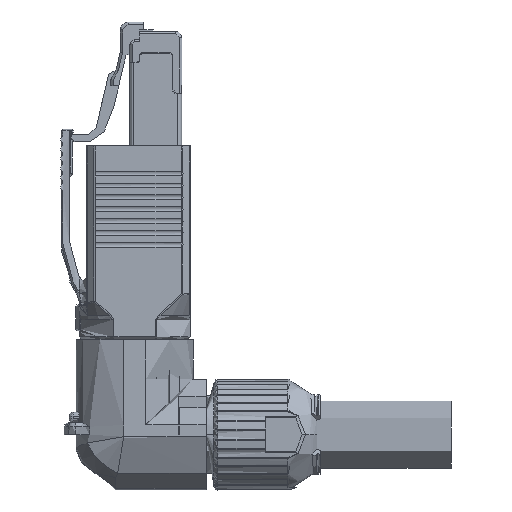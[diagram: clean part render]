
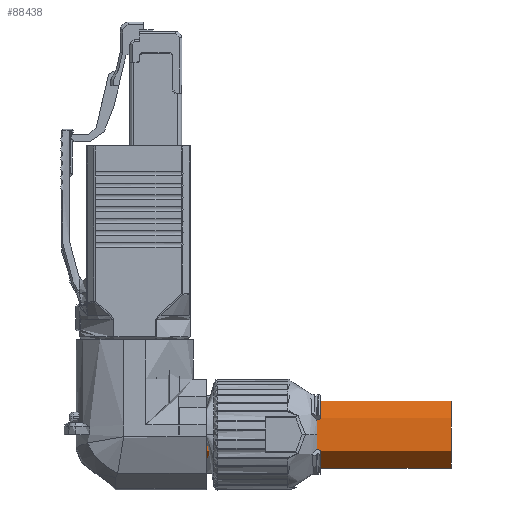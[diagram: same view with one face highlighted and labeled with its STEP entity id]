
A CAD part, left-side view. The second image highlights one B-rep face of the part: STEP entity #88438.
In plain terms, the highlighted cylindrical face has radius 4.25 mm (diameter 8.5 mm), a partial arc.
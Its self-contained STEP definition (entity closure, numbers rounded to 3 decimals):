
#5557 = CARTESIAN_POINT ( 'NONE',  ( 0., -34.05, -50. ) ) ;
#13226 = DIRECTION ( 'NONE',  ( 0., 1., 0. ) ) ;
#20552 = VERTEX_POINT ( 'NONE', #127282 ) ;
#21597 = EDGE_CURVE ( 'NONE', #87366, #20552, #158202, .T. ) ;
#37053 = EDGE_LOOP ( 'NONE', ( #130172, #147337, #45971, #77826 ) ) ;
#42838 = VERTEX_POINT ( 'NONE', #114493 ) ;
#45021 = LINE ( 'NONE', #166976, #85041 ) ;
#45931 = CARTESIAN_POINT ( 'NONE',  ( 0., -34.05, -54.25 ) ) ;
#45971 = ORIENTED_EDGE ( 'NONE', *, *, #157646, .T. ) ;
#49167 = FACE_OUTER_BOUND ( 'NONE', #37053, .T. ) ;
#66996 = EDGE_CURVE ( 'NONE', #42838, #88360, #185345, .T. ) ;
#74995 = CYLINDRICAL_SURFACE ( 'NONE', #162460, 4.25 ) ;
#77826 = ORIENTED_EDGE ( 'NONE', *, *, #66996, .T. ) ;
#79645 = CARTESIAN_POINT ( 'NONE',  ( 0., -0.05, -54.25 ) ) ;
#82718 = DIRECTION ( 'NONE',  ( 0., 0., 1. ) ) ;
#85041 = VECTOR ( 'NONE', #138776, 1000. ) ;
#87366 = VERTEX_POINT ( 'NONE', #45931 ) ;
#88360 = VERTEX_POINT ( 'NONE', #79645 ) ;
#88438 = ADVANCED_FACE ( 'NONE', ( #49167 ), #74995, .T. ) ;
#89970 = AXIS2_PLACEMENT_3D ( 'NONE', #173246, #129335, #82718 ) ;
#107189 = VECTOR ( 'NONE', #13226, 1000. ) ;
#110830 = DIRECTION ( 'NONE',  ( 0., 1., 0. ) ) ;
#114493 = CARTESIAN_POINT ( 'NONE',  ( 0., -0.05, -45.75 ) ) ;
#127282 = CARTESIAN_POINT ( 'NONE',  ( 0., -34.05, -45.75 ) ) ;
#129335 = DIRECTION ( 'NONE',  ( 0., -1., 0. ) ) ;
#130172 = ORIENTED_EDGE ( 'NONE', *, *, #166977, .F. ) ;
#130273 = CARTESIAN_POINT ( 'NONE',  ( 0., -34.73, -50. ) ) ;
#138776 = DIRECTION ( 'NONE',  ( 0., 1., 0. ) ) ;
#146180 = DIRECTION ( 'NONE',  ( 0., 0., 1. ) ) ;
#147337 = ORIENTED_EDGE ( 'NONE', *, *, #21597, .T. ) ;
#157646 = EDGE_CURVE ( 'NONE', #20552, #42838, #45021, .T. ) ;
#158202 = CIRCLE ( 'NONE', #158465, 4.25 ) ;
#158465 = AXIS2_PLACEMENT_3D ( 'NONE', #5557, #110830, #146180 ) ;
#162460 = AXIS2_PLACEMENT_3D ( 'NONE', #130273, #175458, #173548 ) ;
#163712 = CARTESIAN_POINT ( 'NONE',  ( 0., -34.73, -54.25 ) ) ;
#166976 = CARTESIAN_POINT ( 'NONE',  ( 0., -34.73, -45.75 ) ) ;
#166977 = EDGE_CURVE ( 'NONE', #87366, #88360, #194186, .T. ) ;
#173246 = CARTESIAN_POINT ( 'NONE',  ( 0., -0.05, -50. ) ) ;
#173548 = DIRECTION ( 'NONE',  ( 0., 0., 1. ) ) ;
#175458 = DIRECTION ( 'NONE',  ( 0., 1., 0. ) ) ;
#185345 = CIRCLE ( 'NONE', #89970, 4.25 ) ;
#194186 = LINE ( 'NONE', #163712, #107189 ) ;
